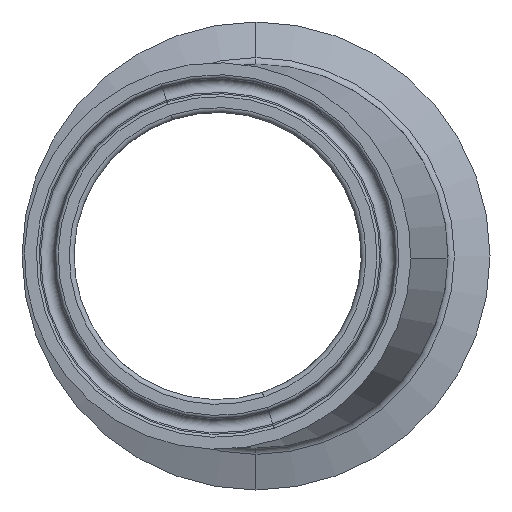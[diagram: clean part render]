
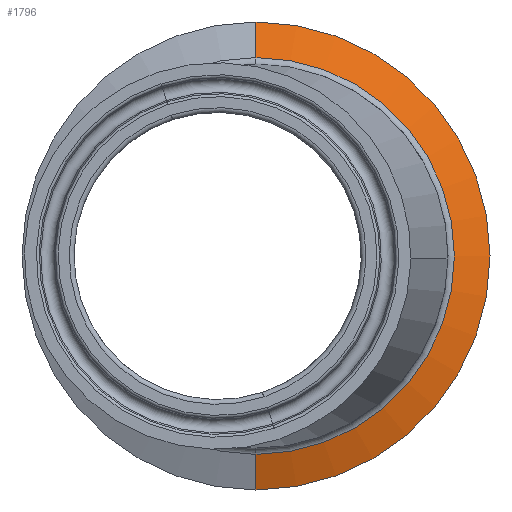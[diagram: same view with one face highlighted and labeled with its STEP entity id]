
A CAD part, front view. The second image highlights one B-rep face of the part: STEP entity #1796.
In plain terms, the highlighted conical face has half-angle 70 degrees and reference radius 38.695 mm.
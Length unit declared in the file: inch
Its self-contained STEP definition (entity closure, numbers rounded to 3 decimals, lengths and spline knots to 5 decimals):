
#17 = AXIS2_PLACEMENT_3D ( 'NONE', #1173, #633, #985 ) ;
#144 = VERTEX_POINT ( 'NONE', #672 ) ;
#260 = CARTESIAN_POINT ( 'NONE',  ( 0.77115, -1.1303, 1.52343 ) ) ;
#363 = EDGE_CURVE ( 'NONE', #2011, #144, #743, .T. ) ;
#436 = ORIENTED_EDGE ( 'NONE', *, *, #1458, .T. ) ;
#439 = CARTESIAN_POINT ( 'NONE',  ( 0.77115, -1.21473, 1.29145 ) ) ;
#449 = VECTOR ( 'NONE', #1534, 39.37008 ) ;
#489 = EDGE_LOOP ( 'NONE', ( #1148, #436, #1601, #2020 ) ) ;
#624 = EDGE_CURVE ( 'NONE', #1223, #2011, #652, .T. ) ;
#633 = DIRECTION ( 'NONE',  ( 0., 1., 0. ) ) ;
#650 = CARTESIAN_POINT ( 'NONE',  ( 0.77115, -1.21473, -1.29145 ) ) ;
#651 = DIRECTION ( 'NONE',  ( 0., 1., 0. ) ) ;
#652 = LINE ( 'NONE', #260, #1711 ) ;
#672 = CARTESIAN_POINT ( 'NONE',  ( 0.77115, -1.1303, -1.52343 ) ) ;
#743 = CIRCLE ( 'NONE', #2248, 1.52343 ) ;
#768 = EDGE_CURVE ( 'NONE', #1223, #1444, #2192, .T. ) ;
#985 = DIRECTION ( 'NONE',  ( 0., 0., 1. ) ) ;
#1014 = CARTESIAN_POINT ( 'NONE',  ( 0.77115, -1.1303, 1.52343 ) ) ;
#1101 = DIRECTION ( 'NONE',  ( 0., 0., 1. ) ) ;
#1115 = DIRECTION ( 'NONE',  ( 0., 0.342, 0.94 ) ) ;
#1148 = ORIENTED_EDGE ( 'NONE', *, *, #768, .T. ) ;
#1173 = CARTESIAN_POINT ( 'NONE',  ( 0.77115, -1.21473, 0. ) ) ;
#1184 = CARTESIAN_POINT ( 'NONE',  ( 0.77115, -1.1303, -1.52343 ) ) ;
#1223 = VERTEX_POINT ( 'NONE', #439 ) ;
#1230 = AXIS2_PLACEMENT_3D ( 'NONE', #2236, #651, #2220 ) ;
#1336 = LINE ( 'NONE', #1184, #449 ) ;
#1380 = FACE_OUTER_BOUND ( 'NONE', #489, .T. ) ;
#1444 = VERTEX_POINT ( 'NONE', #650 ) ;
#1458 = EDGE_CURVE ( 'NONE', #1444, #144, #1336, .T. ) ;
#1534 = DIRECTION ( 'NONE',  ( 0., 0.342, -0.94 ) ) ;
#1588 = CONICAL_SURFACE ( 'NONE', #1230, 1.52343, 1.222 ) ;
#1601 = ORIENTED_EDGE ( 'NONE', *, *, #363, .F. ) ;
#1625 = CARTESIAN_POINT ( 'NONE',  ( 0.77115, -1.1303, 0. ) ) ;
#1711 = VECTOR ( 'NONE', #1115, 39.37008 ) ;
#1796 = ADVANCED_FACE ( 'NONE', ( #1380 ), #1588, .T. ) ;
#2011 = VERTEX_POINT ( 'NONE', #1014 ) ;
#2020 = ORIENTED_EDGE ( 'NONE', *, *, #624, .F. ) ;
#2156 = DIRECTION ( 'NONE',  ( 0., 1., 0. ) ) ;
#2192 = CIRCLE ( 'NONE', #17, 1.29145 ) ;
#2220 = DIRECTION ( 'NONE',  ( 0., 0., 1. ) ) ;
#2236 = CARTESIAN_POINT ( 'NONE',  ( 0.77115, -1.1303, 0. ) ) ;
#2248 = AXIS2_PLACEMENT_3D ( 'NONE', #1625, #2156, #1101 ) ;
